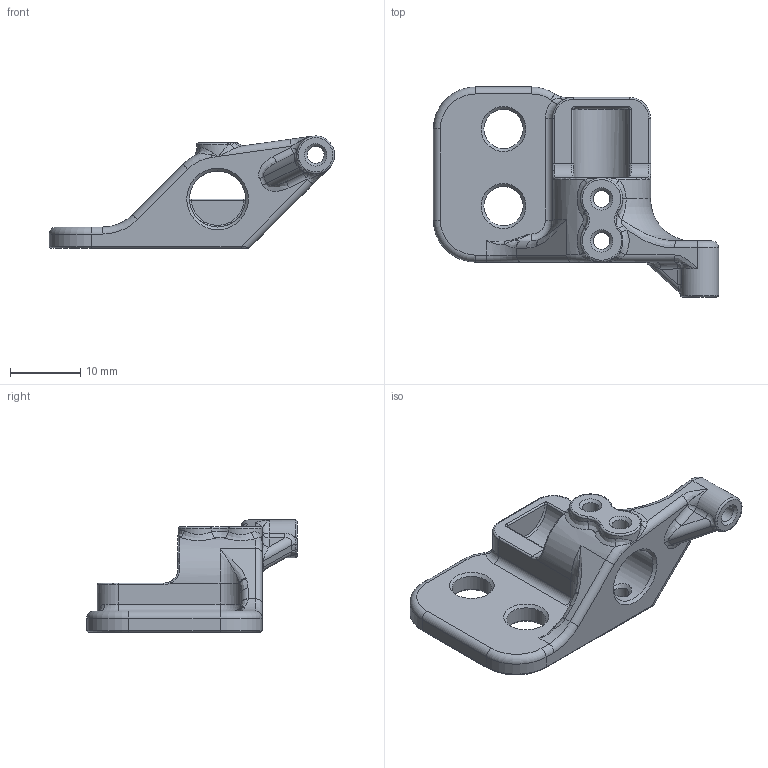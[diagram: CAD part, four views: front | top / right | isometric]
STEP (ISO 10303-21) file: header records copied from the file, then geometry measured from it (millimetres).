
FILE_DESCRIPTION(/* description */ (''),/* implementation_level */ '2;1');
FILE_NAME(/* name */ 'MP_DooKi3_SLM_Maxwell_Rear.step',/* time_stamp */ '2024-07-26T14:57:52-04:00',/* author */ (''),/* organization */ (''),/* preprocessor_version */ 'ST-DEVELOPER v20',/* originating_system */ 'Autodesk Translation Framework v13.14.0.145',/* authorisation */ '');
FILE_SCHEMA (('AUTOMOTIVE_DESIGN { 1 0 10303 214 3 1 1 }'));
Length unit declared in the file: millimetre
Products named in the file (1): MP_DooKi3_SLM_Maxwell_Rear_V2
Bounding box: 40.7 x 30 x 16 mm (x, y, z)
Volume: 3802.5 mm3; surface area: 2936.3 mm2
Topology: 1 solids, 1 shells, 187 faces, 443 edges, 249 vertices
Faces by surface type: bspline 62, cylinder 60, torus 31, plane 21, cone 11, sphere 2
Full cylindrical faces by diameter (mm): 2.4 x5, 5.6 x2, 8 x1
Entity records: 7517 total; most frequent: CARTESIAN_POINT 3465, ORIENTED_EDGE 870, DIRECTION 789, EDGE_CURVE 435, AXIS2_PLACEMENT_3D 337, VERTEX_POINT 249, EDGE_LOOP 202, CIRCLE 194
